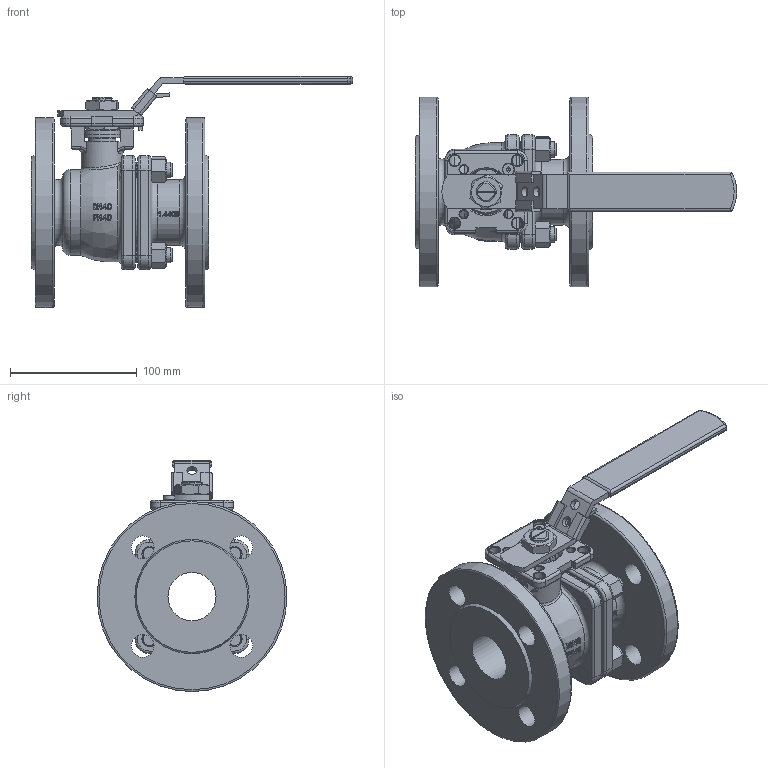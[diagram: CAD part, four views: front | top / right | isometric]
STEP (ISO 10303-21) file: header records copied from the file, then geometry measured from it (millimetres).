
FILE_DESCRIPTION(/* description */ ('Unknown'),/* implementation_level */ '2;1');
FILE_NAME(/* name */ '920_921_930-08',/* time_stamp */ '2020-11-02T09:38:46+01:00',/* author */ ('Unknown'),/* organization */ ('Unknown'),/* preprocessor_version */ 'ST-DEVELOPER v16.7',/* originating_system */ 'Solid Edge',/* authorisation */ 'Unknown');
FILE_SCHEMA (('AUTOMOTIVE_DESIGN {1 0 10303 214 3 1 1}'));
Products named in the file (13): 920_921_930-08; 錨璃1; 錨璃4; 錨璃5; Hex thin nuts Grades AB GB_GB_FASTENER_NUT_STNABTT M16X1.5-N; Hexagon nuts grade C GB_GB_FASTENER_NUT_SNC1 M12-N; Hex lobular socket thread forming screws GB_GB_CROSS_SCREWS_TYPE142 M
6X12-N; Hex thin nuts-Grades AB-Chamfered GB_GB_FASTENER_NUT_STNAB M6-N; Double end studs bm=1d GB_GB_FASTENER_BOLT_DESB1 A M12X28-N; 跡鰍; 評倛粟え; 滅侂菜え; 方口垫圈
Assembly tree (20 placements, depth 2):
  920_921_930-08
    錨璃1
    錨璃4
    錨璃5
    Hex thin nuts Grades AB GB_GB_FASTENER_NUT_STNABTT M16X1.5-N  x2
    Hexagon nuts grade C GB_GB_FASTENER_NUT_SNC1 M12-N  x4
    Hex lobular socket thread forming screws GB_GB_CROSS_SCREWS_TYPE142 M
6X12-N
    Hex thin nuts-Grades AB-Chamfered GB_GB_FASTENER_NUT_STNAB M6-N
    Double end studs bm=1d GB_GB_FASTENER_BOLT_DESB1 A M12X28-N  x4
    跡鰍
    評倛粟え  x2
    滅侂菜え
    方口垫圈
Bounding box: 253.78 x 150 x 182.5 mm (x, y, z)
Volume: 941736 mm3; surface area: 200521.3 mm2
Topology: 20 solids, 20 shells, 890 faces, 2252 edges, 1456 vertices
Faces by surface type: plane 378, cylinder 187, bspline 159, cone 107, torus 59
Full cylindrical faces by diameter (mm): 4.917 x1, 6 x1, 6.5 x4, 8 x3, 8.5 x4, 10.106 x4, 12 x12, 14.376 x2, 14.4 x2, 15 x1, 15.6 x1, 18 x8, 21.4 x1, 24 x1, 28.58 x2, 33 x1, 36 x1, 38 x1, 51.597 x1, 57 x1, 67.6 x1, 150 x2
Entity records: 45243 total; most frequent: CARTESIAN_POINT 26548, ORIENTED_EDGE 3932, DIRECTION 3362, EDGE_CURVE 1966, VERTEX_POINT 1331, AXIS2_PLACEMENT_3D 1231, EDGE_LOOP 1027, FACE_BOUND 1027
